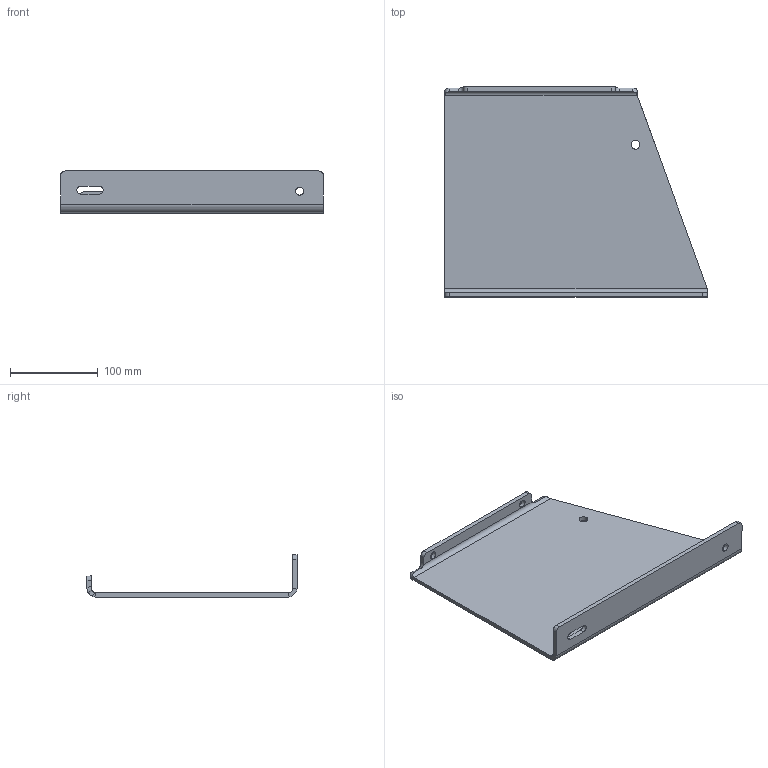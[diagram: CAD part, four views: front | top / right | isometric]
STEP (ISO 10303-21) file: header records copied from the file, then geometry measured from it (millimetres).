
FILE_DESCRIPTION (( 'STEP AP203' ), '1' );
FILE_NAME ('Equerre V2 petite.STEP', '2022-05-03T15:24:50', ( '' ), ( '' ), 'SwSTEP 2.0', 'SolidWorks 2017', '' );
FILE_SCHEMA (( 'CONFIG_CONTROL_DESIGN' ));
Length unit declared in the file: millimetre
Products named in the file (1): Equerre V2 petite
Bounding box: 300 x 240 x 48 mm (x, y, z)
Volume: 382191.2 mm3; surface area: 159349.5 mm2
Topology: 1 solids, 1 shells, 44 faces, 114 edges, 72 vertices
Faces by surface type: cylinder 22, plane 22
Entity records: 1567 total; most frequent: CARTESIAN_POINT 396, ORIENTED_EDGE 228, DIRECTION 225, EDGE_CURVE 114, AXIS2_PLACEMENT_3D 79, VERTEX_POINT 72, VECTOR 67, LINE 67
